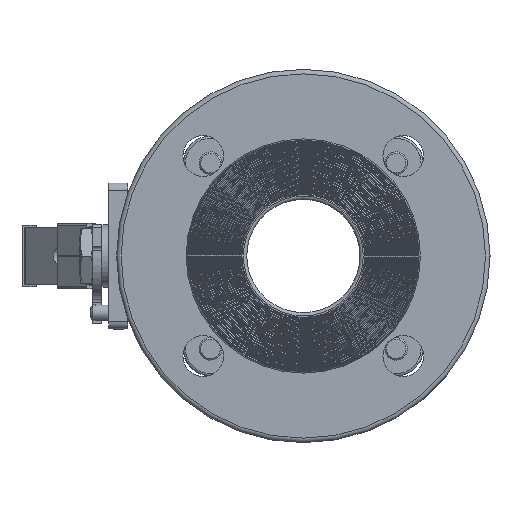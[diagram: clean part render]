
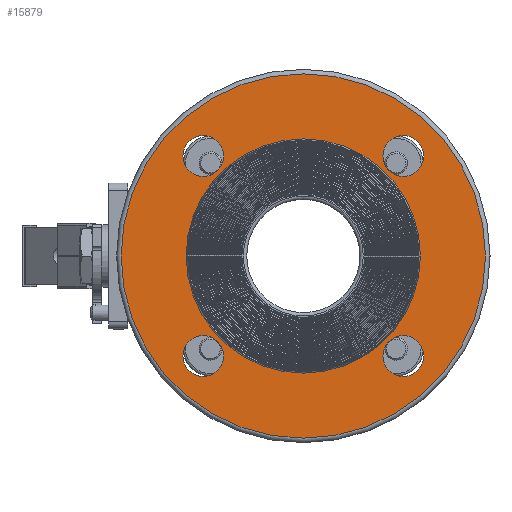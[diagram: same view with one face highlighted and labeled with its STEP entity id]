
A CAD part, left-side view. The second image highlights one B-rep face of the part: STEP entity #15879.
In plain terms, the highlighted planar face has unit normal (-1, 0, 0).
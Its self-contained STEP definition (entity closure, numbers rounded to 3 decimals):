
#1331=PLANE('',#17337);
#6635=ORIENTED_EDGE('',*,*,#9643,.T.);
#6636=ORIENTED_EDGE('',*,*,#9644,.F.);
#6637=ORIENTED_EDGE('',*,*,#9645,.F.);
#6638=ORIENTED_EDGE('',*,*,#9646,.F.);
#6639=ORIENTED_EDGE('',*,*,#9647,.F.);
#6640=ORIENTED_EDGE('',*,*,#9648,.F.);
#9643=EDGE_CURVE('',#11285,#11285,#12011,.T.);
#9644=EDGE_CURVE('',#11286,#11286,#12012,.T.);
#9645=EDGE_CURVE('',#11287,#11287,#12013,.T.);
#9646=EDGE_CURVE('',#11288,#11288,#12014,.T.);
#9647=EDGE_CURVE('',#11289,#11289,#12015,.T.);
#9648=EDGE_CURVE('',#11290,#11290,#12016,.T.);
#11285=VERTEX_POINT('',#58666);
#11286=VERTEX_POINT('',#58668);
#11287=VERTEX_POINT('',#58670);
#11288=VERTEX_POINT('',#58672);
#11289=VERTEX_POINT('',#58674);
#11290=VERTEX_POINT('',#58676);
#12011=CIRCLE('',#17338,80.5);
#12012=CIRCLE('',#17339,51.75);
#12013=CIRCLE('',#17340,9.);
#12014=CIRCLE('',#17341,9.);
#12015=CIRCLE('',#17342,9.);
#12016=CIRCLE('',#17343,9.);
#13134=EDGE_LOOP('',(#6635));
#13135=EDGE_LOOP('',(#6636));
#13136=EDGE_LOOP('',(#6637));
#13137=EDGE_LOOP('',(#6638));
#13138=EDGE_LOOP('',(#6639));
#13139=EDGE_LOOP('',(#6640));
#14489=FACE_BOUND('',#13134,.T.);
#14490=FACE_BOUND('',#13135,.T.);
#14491=FACE_BOUND('',#13136,.T.);
#14492=FACE_BOUND('',#13137,.T.);
#14493=FACE_BOUND('',#13138,.T.);
#14494=FACE_BOUND('',#13139,.T.);
#15879=ADVANCED_FACE('',(#14489,#14490,#14491,#14492,#14493,#14494),#1331,
 .F.);
#17337=AXIS2_PLACEMENT_3D('',#58664,#20763,#20764);
#17338=AXIS2_PLACEMENT_3D('',#58665,#20765,#20766);
#17339=AXIS2_PLACEMENT_3D('',#58667,#20767,#20768);
#17340=AXIS2_PLACEMENT_3D('',#58669,#20769,#20770);
#17341=AXIS2_PLACEMENT_3D('',#58671,#20771,#20772);
#17342=AXIS2_PLACEMENT_3D('',#58673,#20773,#20774);
#17343=AXIS2_PLACEMENT_3D('',#58675,#20775,#20776);
#20763=DIRECTION('',(1.,0.,0.));
#20764=DIRECTION('',(0.,0.,-1.));
#20765=DIRECTION('',(-1.,0.,0.));
#20766=DIRECTION('',(0.,0.,1.));
#20767=DIRECTION('',(-1.,0.,0.));
#20768=DIRECTION('',(0.,0.,1.));
#20769=DIRECTION('',(-1.,0.,0.));
#20770=DIRECTION('',(0.,0.,1.));
#20771=DIRECTION('',(-1.,0.,0.));
#20772=DIRECTION('',(0.,0.,1.));
#20773=DIRECTION('',(-1.,0.,0.));
#20774=DIRECTION('',(0.,0.,1.));
#20775=DIRECTION('',(-1.,0.,0.));
#20776=DIRECTION('',(0.,0.,1.));
#58664=CARTESIAN_POINT('',(3.8,51.75,0.));
#58665=CARTESIAN_POINT('',(3.8,0.,0.));
#58666=CARTESIAN_POINT('',(3.8,0.,80.5));
#58667=CARTESIAN_POINT('',(3.8,0.,0.));
#58668=CARTESIAN_POINT('',(3.8,0.,51.75));
#58669=CARTESIAN_POINT('',(3.8,44.194,44.194));
#58670=CARTESIAN_POINT('',(3.8,44.194,53.194));
#58671=CARTESIAN_POINT('',(3.8,-44.194,44.194));
#58672=CARTESIAN_POINT('',(3.8,-44.194,53.194));
#58673=CARTESIAN_POINT('',(3.8,-44.194,-44.194));
#58674=CARTESIAN_POINT('',(3.8,-44.194,-35.194));
#58675=CARTESIAN_POINT('',(3.8,44.194,-44.194));
#58676=CARTESIAN_POINT('',(3.8,44.194,-35.194));
